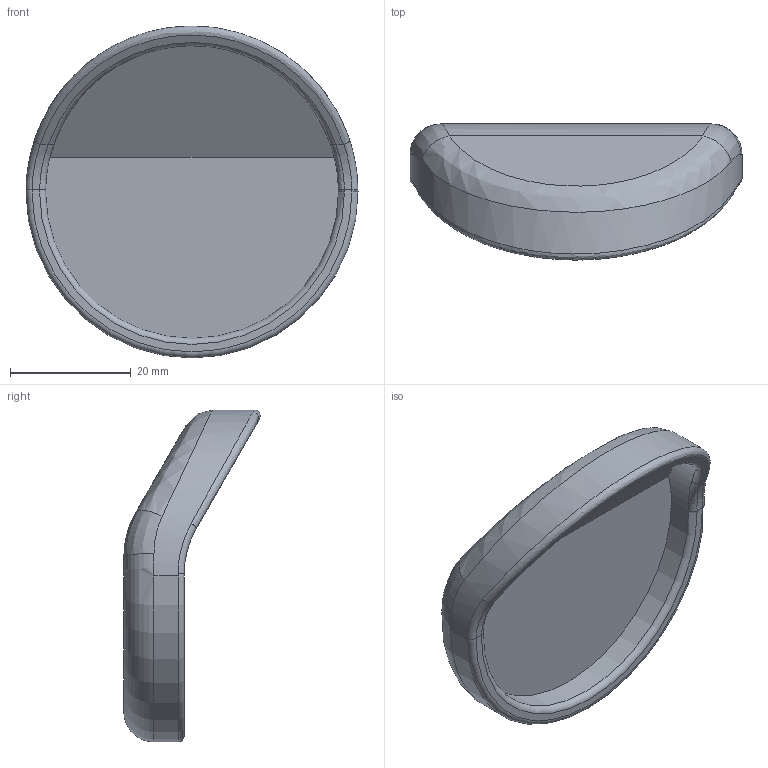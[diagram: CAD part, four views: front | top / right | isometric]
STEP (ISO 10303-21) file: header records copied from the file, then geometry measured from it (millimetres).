
FILE_DESCRIPTION(('CATIA V5 STEP Exchange'),'2;1');
FILE_NAME('BOSCHUNG_PUMP_PROTECTIVE_CAP_V2.stp','2023-11-17T13:32:59+00:00',('none'),('none'),'CATIA Unofficial Packaging Version SP3','CATIA V5 STEP AP203','none');
FILE_SCHEMA(('CONFIG_CONTROL_DESIGN'));
Length unit declared in the file: millimetre
Products named in the file (1): Part1
Bounding box: 55 x 22.6 x 54.99 mm (x, y, z)
Volume: 14513.8 mm3; surface area: 7193.6 mm2
Topology: 1 solids, 1 shells, 25 faces, 63 edges, 40 vertices
Faces by surface type: bspline 9, cylinder 7, plane 6, torus 3
Entity records: 1631 total; most frequent: CARTESIAN_POINT 1075, ORIENTED_EDGE 126, DIRECTION 66, EDGE_CURVE 63, AXIS2_PLACEMENT_3D 42, VERTEX_POINT 40, CIRCLE 27, ADVANCED_FACE 25
